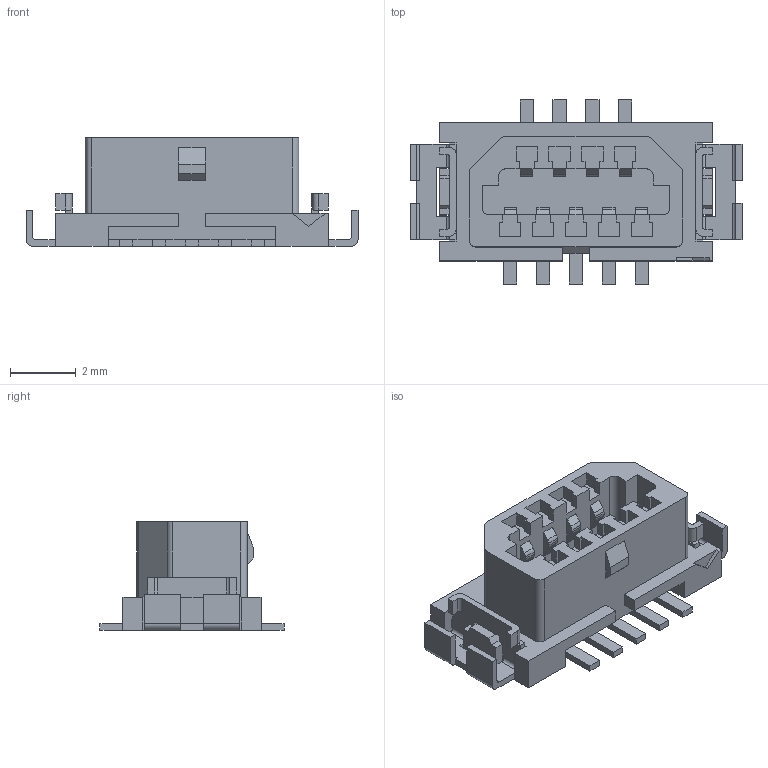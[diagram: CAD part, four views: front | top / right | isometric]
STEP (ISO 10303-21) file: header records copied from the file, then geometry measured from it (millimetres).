
FILE_DESCRIPTION(('OneSpaceDesigner STEP Export'),'2;1');
FILE_NAME('DF9B-9S-1V.stp','2008-03-19T 9:49:19',(''),(''),'OneSpace Designer STEP processor for AP203 (Solid Model)','OneSpace Designer 13.00 26-Oct-2004 (C) CoCreate Software GmbH','');
FILE_SCHEMA(('CONFIG_CONTROL_DESIGN'));
Length unit declared in the file: millimetre
Products named in the file (2): DF9B-9S-1V.1; DF9B-9S-1V.stp
Assembly tree (1 placements, depth 2):
  DF9B-9S-1V.stp
    DF9B-9S-1V.1
Bounding box: 10.1 x 5.6 x 3.3 mm (x, y, z)
Volume: 62.2 mm3; surface area: 234.6 mm2
Topology: 1 solids, 1 shells, 465 faces, 1306 edges, 848 vertices
Faces by surface type: plane 389, cylinder 76
Entity records: 14617 total; most frequent: ORIENTED_EDGE 2620, CARTESIAN_POINT 2538, DIRECTION 2284, EDGE_CURVE 1306, VECTOR 1096, LINE 1096, VERTEX_POINT 848, AXIS2_PLACEMENT_3D 594
